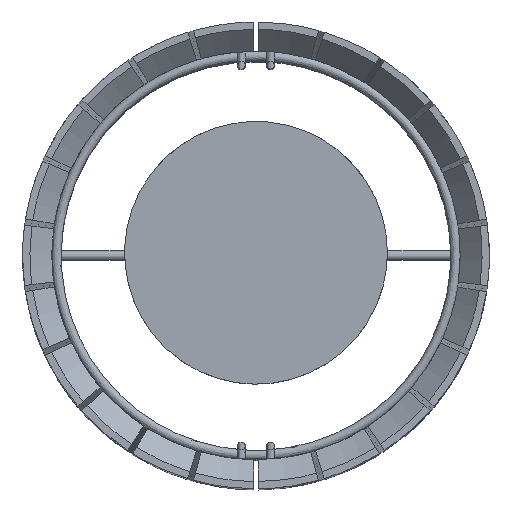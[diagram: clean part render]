
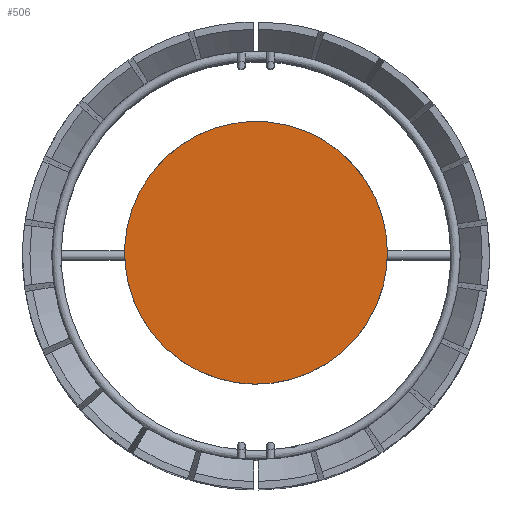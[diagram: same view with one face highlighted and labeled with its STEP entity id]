
A CAD part, top view. The second image highlights one B-rep face of the part: STEP entity #506.
In plain terms, the highlighted planar face has unit normal (0, 0, 1).
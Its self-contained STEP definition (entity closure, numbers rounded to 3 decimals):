
#35=(
BOUNDED_CURVE()
B_SPLINE_CURVE(2,(#17906,#17907,#17908,#17909,#17910,#17911,#17912,#17913,
#17914),.UNSPECIFIED.,.T.,.F.)
B_SPLINE_CURVE_WITH_KNOTS((3,2,2,2,3),(0.,3.534,7.069,
10.603,14.137),.UNSPECIFIED.)
CURVE()
GEOMETRIC_REPRESENTATION_ITEM()
RATIONAL_B_SPLINE_CURVE((1.,0.707,1.,0.707,1.,0.707,
1.,0.707,1.))
REPRESENTATION_ITEM('')
);
#66=PLANE('',#4977);
#506=ADVANCED_FACE('',(#830),#66,.T.);
#830=FACE_OUTER_BOUND('',#1154,.T.);
#1154=EDGE_LOOP('',(#2644));
#2644=ORIENTED_EDGE('',*,*,#3444,.T.);
#3444=EDGE_CURVE('',#4690,#4690,#35,.T.);
#4690=VERTEX_POINT('',#17903);
#4977=AXIS2_PLACEMENT_3D('',#17874,#4997,$);
#4997=DIRECTION('',(0.,0.,1.));
#17874=CARTESIAN_POINT('',(-71.437,-71.438,956.443));
#17903=CARTESIAN_POINT('',(57.15,0.,956.443));
#17906=CARTESIAN_POINT('',(57.15,0.,956.443));
#17907=CARTESIAN_POINT('',(57.15,57.15,956.443));
#17908=CARTESIAN_POINT('',(0.,57.15,956.443));
#17909=CARTESIAN_POINT('',(-57.15,57.15,956.443));
#17910=CARTESIAN_POINT('',(-57.15,0.,956.443));
#17911=CARTESIAN_POINT('',(-57.15,-57.15,956.443));
#17912=CARTESIAN_POINT('',(0.,-57.15,956.443));
#17913=CARTESIAN_POINT('',(57.15,-57.15,956.443));
#17914=CARTESIAN_POINT('',(57.15,0.,956.443));
